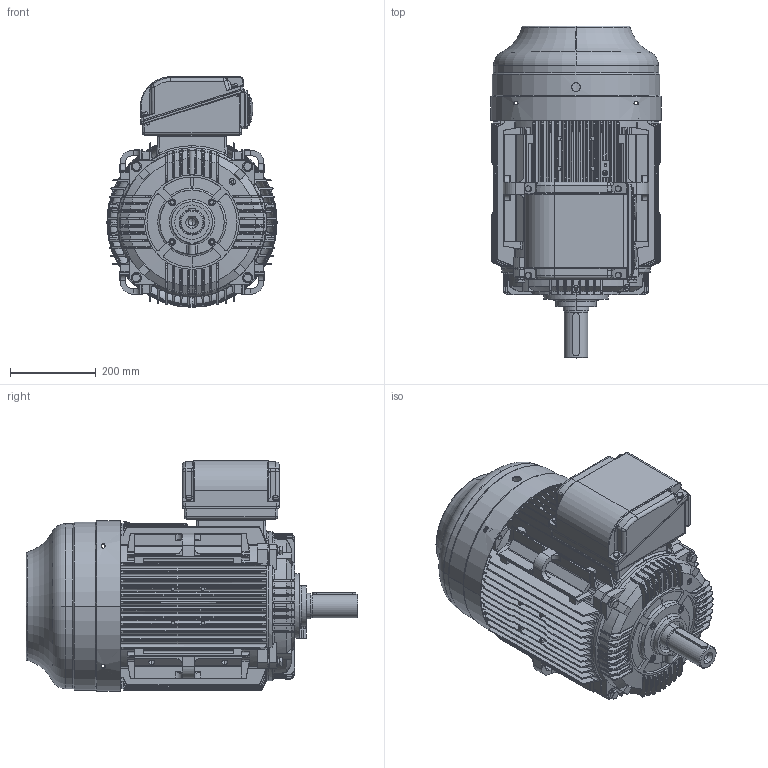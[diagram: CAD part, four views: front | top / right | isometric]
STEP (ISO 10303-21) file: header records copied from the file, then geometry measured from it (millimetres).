
FILE_DESCRIPTION((''),'2;1');
FILE_NAME('SWE200L-4_B5-1_ASM','2015-10-23T',('Administrator'),(''),'PRO/ENGINEER BY PARAMETRIC TECHNOLOGY CORPORATION, 2013240','PRO/ENGINEER BY PARAMETRIC TECHNOLOGY CORPORATION, 2013240','');
FILE_SCHEMA(('CONFIG_CONTROL_DESIGN'));
Products named in the file (34): NONE; M8X25-WLJ-5784-1-SOLID1; 8-TANDIAN-1-1-SOLID1; M8X25-WLJ-5784-2-1-SOLID1; 8-PINGDIAN-1-1-SOLID1; SWE200-225JIEXIANHEGAI-NF_1-1-S; SWE200-225JXHGDB-1-SOLID1; M8X25-WLJ-5784-3-1-SOLID1; WE200-ZHOUSHEN-1-SOLID1; QIANUANGAI-2-SPM-1-SOLID1; 8-PINGDIAN-3-1-SOLID1; 50X1_5MENGAI-1-1-SOLID1; B3-L-JIZUO1-1-SOLID1; 8-TD-93-1987-3-1-SOLID1; 8-TD-93-1987-1-SOLID1; M12-45WAILIUJIAO-7-1-SOLID1; M12-45WAILIUJIAO-6-1-SOLID1; M8X25-WLJ-5784-1-1-SOLID1; 12-PINGDIAN-7-1-SOLID1; 16-100PINGJIAN-1-SOLID1; 8-PINGDIAN-2-1-SOLID1; 8-TD-93-1987-2-1-SOLID1; FENGZHAO-1-SOLID1; 8-TD-93-1987-1-1-SOLID1; 8-TANDIAN-1-SOLID1; 50X1_5MENGAI-1-SOLID1; 12-PINGDIAN-4-1-SOLID1; M12-45WAILIUJIAO-5-1-SOLID1; 12-PINGDIAN-5-1-SOLID1; 8-PINGDIAN-1-SOLID1; 12-PINGDIAN-6-1-SOLID1; M12-45WAILIUJIAO-4-1-SOLID1; ASM0001_ASM; SWE200L-4_B5-1_ASM
Assembly tree (33 placements, depth 3):
  SWE200L-4_B5-1_ASM
    ASM0001_ASM
      NONE
      M8X25-WLJ-5784-1-SOLID1
      8-TANDIAN-1-1-SOLID1
      M8X25-WLJ-5784-2-1-SOLID1
      8-PINGDIAN-1-1-SOLID1
      SWE200-225JIEXIANHEGAI-NF_1-1-S
      SWE200-225JXHGDB-1-SOLID1
      M8X25-WLJ-5784-3-1-SOLID1
      WE200-ZHOUSHEN-1-SOLID1
      QIANUANGAI-2-SPM-1-SOLID1
      8-PINGDIAN-3-1-SOLID1
      50X1_5MENGAI-1-1-SOLID1
      B3-L-JIZUO1-1-SOLID1
      8-TD-93-1987-3-1-SOLID1
      8-TD-93-1987-1-SOLID1
      M12-45WAILIUJIAO-7-1-SOLID1
      M12-45WAILIUJIAO-6-1-SOLID1
      M8X25-WLJ-5784-1-1-SOLID1
      12-PINGDIAN-7-1-SOLID1
      16-100PINGJIAN-1-SOLID1
      8-PINGDIAN-2-1-SOLID1
      8-TD-93-1987-2-1-SOLID1
      FENGZHAO-1-SOLID1
      8-TD-93-1987-1-1-SOLID1
      8-TANDIAN-1-SOLID1
      50X1_5MENGAI-1-SOLID1
      12-PINGDIAN-4-1-SOLID1
      M12-45WAILIUJIAO-5-1-SOLID1
      12-PINGDIAN-5-1-SOLID1
      8-PINGDIAN-1-SOLID1
      12-PINGDIAN-6-1-SOLID1
      M12-45WAILIUJIAO-4-1-SOLID1
Bounding box: 397 x 773.5 x 537.5 mm (x, y, z)
Volume: 51557792.9 mm3; surface area: 3041579.5 mm2
Topology: 32 solids, 34 shells, 5023 faces, 14355 edges, 9474 vertices
Faces by surface type: cylinder 2418, plane 1888, cone 446, torus 170, bspline 85, sphere 14, revolution 2
Entity records: 180321 total; most frequent: CARTESIAN_POINT 49606, ORIENTED_EDGE 28642, DIRECTION 25536, EDGE_CURVE 14321, VERTEX_POINT 9474, AXIS2_PLACEMENT_3D 9155, VECTOR 7224, LINE 7224
